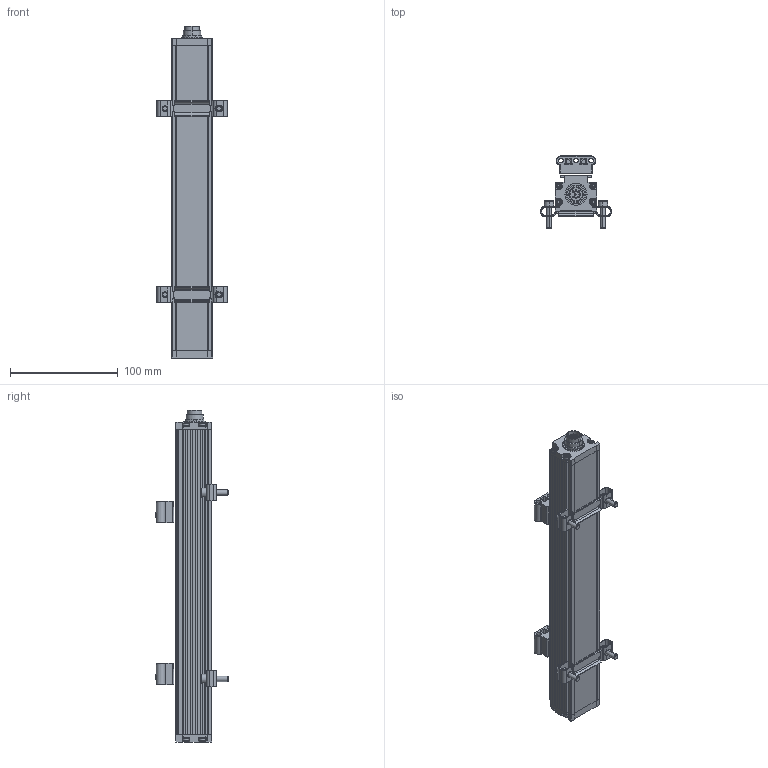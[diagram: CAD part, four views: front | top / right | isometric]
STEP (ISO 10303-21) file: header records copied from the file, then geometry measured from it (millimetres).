
FILE_DESCRIPTION (( 'STEP AP214' ), '1' );
FILE_NAME ('TP1_Z001_BG_M16~00.STEP', '2012-05-30T08:50:13', ( 'dummy' ), ( 'Hewlett-Packard Company' ), 'SwSTEP 2.0', 'SolidWorks 2011', '' );
FILE_SCHEMA (( 'AUTOMOTIVE_DESIGN' ));
Length unit declared in the file: millimetre
Products named in the file (16): 515335_Kontaktstift_Kontaktstift~00; 515335_Flanschstecker_mit_Flexband_Flanschstecker_mit_Flexband~00; 515335_Flexplatte_Flexplatte~00; 515335_Mutter_Mutter~00; 515335_Stift_Stift_1,9x19~00; 515335_Flanschstecker_Flanschstecker~00; 518621_Flanschplatte_fuer_IEC-Stecker_(Fraesteil)~02; 518624_Endflansch_Fraesteil~02; 514989_Zyl.-Schraube_M3x16_Furch._m._Torx~00; 515153_515341_spannklammer_tl~01; 511028_518551~00; 518679_Sicherungsscheibe_S3_Schnorr~00; 518735_Magnetträger_ungeführt_für_Z-TP1-P06~04; 518398_518399_fuer_Z001_Gehaeuseprofil_fuer_Z001~00_mit Ausfräsung; TP1_Z001_BG_M16~00; Typenschild_TP1 - Internetdaten
Assembly tree (48 placements, depth 3):
  TP1_Z001_BG_M16~00
    514989_Zyl.-Schraube_M3x16_Furch._m._Torx~00  x8
    511028_518551~00  x4
    518398_518399_fuer_Z001_Gehaeuseprofil_fuer_Z001~00_mit Ausfräsung
    515153_515341_spannklammer_tl~01  x2
    518679_Sicherungsscheibe_S3_Schnorr~00  x8
    515335_Flanschstecker_mit_Flexband_Flanschstecker_mit_Flexband~00
      515335_Kontaktstift_Kontaktstift~00  x8
      515335_Mutter_Mutter~00
      515335_Stift_Stift_1,9x19~00  x8
      515335_Flexplatte_Flexplatte~00
      515335_Flanschstecker_Flanschstecker~00
    518621_Flanschplatte_fuer_IEC-Stecker_(Fraesteil)~02
    Typenschild_TP1 - Internetdaten
    518624_Endflansch_Fraesteil~02
    518735_Magnetträger_ungeführt_für_Z-TP1-P06~04  x2
Bounding box: 65 x 66.91 x 307.5 mm (x, y, z)
Volume: 165592.4 mm3; surface area: 137745.3 mm2
Topology: 47 solids, 47 shells, 6260 faces, 17685 edges, 11552 vertices
Faces by surface type: plane 4692, cylinder 790, bspline 472, cone 166, torus 100, sphere 40
Entity records: 100580 total; most frequent: CARTESIAN_POINT 37480, ORIENTED_EDGE 12522, DIRECTION 9817, EDGE_CURVE 6261, VERTEX_POINT 4110, LINE 3705, VECTOR 3705, AXIS2_PLACEMENT_3D 3056
